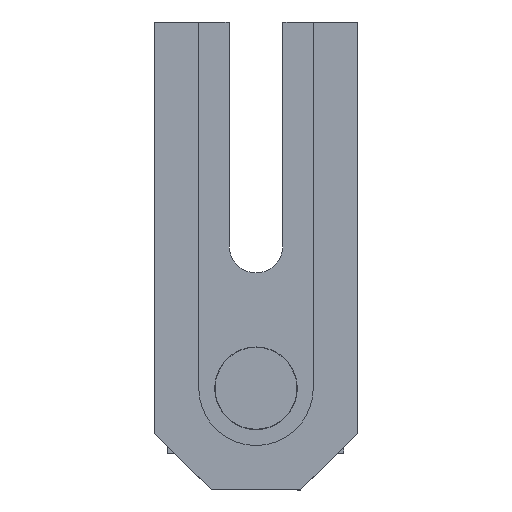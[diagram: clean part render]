
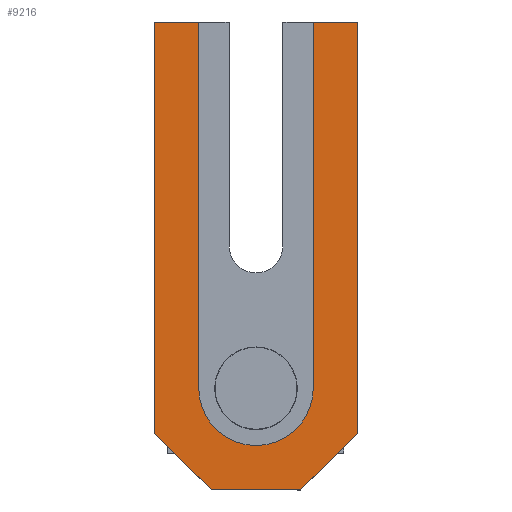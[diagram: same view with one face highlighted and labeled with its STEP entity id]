
A CAD part, front view. The second image highlights one B-rep face of the part: STEP entity #9216.
In plain terms, the highlighted planar face has unit normal (0, -1, 0).
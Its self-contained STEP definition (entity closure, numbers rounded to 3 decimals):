
#989=LINE('',#16780,#2001);
#993=LINE('',#16789,#2005);
#1053=LINE('',#16913,#2065);
#1134=LINE('',#17844,#2146);
#1136=LINE('',#17848,#2148);
#1138=LINE('',#17852,#2150);
#1140=LINE('',#17856,#2152);
#1142=LINE('',#17859,#2154);
#1143=LINE('',#17861,#2155);
#2001=VECTOR('',#10693,1000.);
#2005=VECTOR('',#10703,1000.);
#2065=VECTOR('',#10807,1000.);
#2146=VECTOR('',#10894,1000.);
#2148=VECTOR('',#10898,1000.);
#2150=VECTOR('',#10902,1000.);
#2152=VECTOR('',#10906,1000.);
#2154=VECTOR('',#10910,1000.);
#2155=VECTOR('',#10913,1000.);
#2848=FACE_OUTER_BOUND('',#3384,.T.);
#3384=EDGE_LOOP('',(#7468,#7469,#7470,#7471,#7472,#7473,#7474,#7475,#7476,
#7477));
#3650=CIRCLE('',#9656,7.15);
#4119=VERTEX_POINT('',#16777);
#4120=VERTEX_POINT('',#16779);
#4121=VERTEX_POINT('',#16783);
#4122=VERTEX_POINT('',#16787);
#4163=VERTEX_POINT('',#16911);
#4164=VERTEX_POINT('',#16912);
#4296=VERTEX_POINT('',#17843);
#4297=VERTEX_POINT('',#17847);
#4298=VERTEX_POINT('',#17851);
#4299=VERTEX_POINT('',#17855);
#5226=EDGE_CURVE('',#4119,#4120,#989,.T.);
#5229=EDGE_CURVE('',#4121,#4119,#3650,.T.);
#5231=EDGE_CURVE('',#4122,#4121,#993,.T.);
#5296=EDGE_CURVE('',#4163,#4164,#1053,.T.);
#5432=EDGE_CURVE('',#4296,#4120,#1134,.T.);
#5434=EDGE_CURVE('',#4297,#4296,#1136,.T.);
#5436=EDGE_CURVE('',#4298,#4297,#1138,.T.);
#5438=EDGE_CURVE('',#4299,#4298,#1140,.T.);
#5440=EDGE_CURVE('',#4299,#4164,#1142,.T.);
#5441=EDGE_CURVE('',#4163,#4122,#1143,.T.);
#7468=ORIENTED_EDGE('',*,*,#5226,.F.);
#7469=ORIENTED_EDGE('',*,*,#5229,.F.);
#7470=ORIENTED_EDGE('',*,*,#5231,.F.);
#7471=ORIENTED_EDGE('',*,*,#5441,.F.);
#7472=ORIENTED_EDGE('',*,*,#5296,.T.);
#7473=ORIENTED_EDGE('',*,*,#5440,.F.);
#7474=ORIENTED_EDGE('',*,*,#5438,.T.);
#7475=ORIENTED_EDGE('',*,*,#5436,.T.);
#7476=ORIENTED_EDGE('',*,*,#5434,.T.);
#7477=ORIENTED_EDGE('',*,*,#5432,.T.);
#8800=PLANE('',#9688);
#9216=ADVANCED_FACE('',(#2848),#8800,.T.);
#9656=AXIS2_PLACEMENT_3D('',#16785,#10698,#10699);
#9688=AXIS2_PLACEMENT_3D('',#17862,#10914,#10915);
#10693=DIRECTION('',(0.,0.,1.));
#10698=DIRECTION('center_axis',(0.,-1.,0.));
#10699=DIRECTION('ref_axis',(0.,0.,
-1.));
#10703=DIRECTION('',(0.,0.,-1.));
#10807=DIRECTION('',(0.,0.,-1.));
#10894=DIRECTION('',(-1.,0.,0.));
#10898=DIRECTION('',(0.,0.,1.));
#10902=DIRECTION('',(0.707,0.,0.707));
#10906=DIRECTION('',(1.,0.,0.));
#10910=DIRECTION('',(-0.707,0.,0.707));
#10913=DIRECTION('',(1.,0.,0.));
#10914=DIRECTION('center_axis',(0.,-1.,0.));
#10915=DIRECTION('ref_axis',(0.,0.,
-1.));
#16777=CARTESIAN_POINT('',(6.967,4.504,3.953));
#16779=CARTESIAN_POINT('',(6.967,4.504,49.673));
#16780=CARTESIAN_POINT('',(6.967,4.504,49.673));
#16783=CARTESIAN_POINT('',(-7.333,4.504,3.953));
#16785=CARTESIAN_POINT('Origin',(-0.183,4.504,3.953));
#16787=CARTESIAN_POINT('',(-7.333,4.504,49.673));
#16789=CARTESIAN_POINT('',(-7.333,4.504,49.673));
#16911=CARTESIAN_POINT('',(-12.883,4.504,49.673));
#16912=CARTESIAN_POINT('',(-12.883,4.504,-1.635));
#16913=CARTESIAN_POINT('',(-12.883,4.504,20.463));
#17843=CARTESIAN_POINT('',(12.517,4.504,49.673));
#17844=CARTESIAN_POINT('',(-49.874,4.504,49.673));
#17847=CARTESIAN_POINT('',(12.517,4.504,-1.635));
#17848=CARTESIAN_POINT('',(12.517,4.504,20.463));
#17851=CARTESIAN_POINT('',(5.405,4.504,-8.747));
#17852=CARTESIAN_POINT('',(-7.629,4.504,-21.781));
#17855=CARTESIAN_POINT('',(-5.771,4.504,-8.747));
#17856=CARTESIAN_POINT('',(-49.874,4.504,-8.747));
#17859=CARTESIAN_POINT('',(-42.427,4.504,27.909));
#17861=CARTESIAN_POINT('',(-49.874,4.504,49.673));
#17862=CARTESIAN_POINT('Origin',(-49.874,4.504,20.463));
